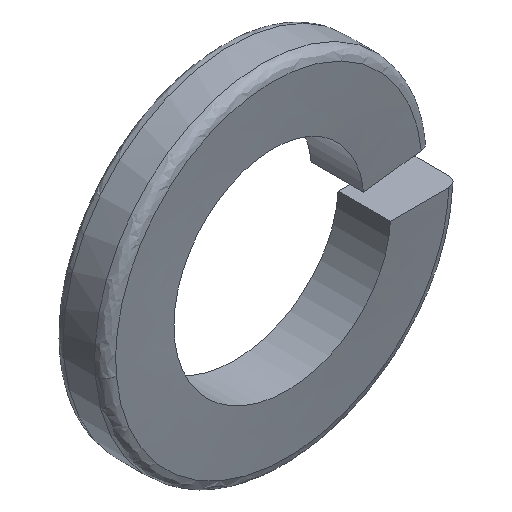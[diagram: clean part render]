
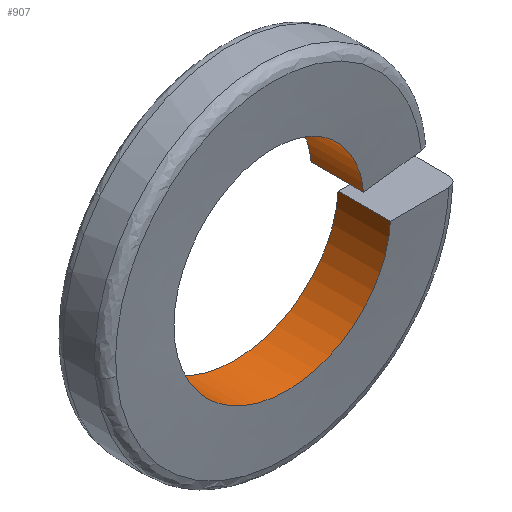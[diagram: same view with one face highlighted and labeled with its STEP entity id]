
A CAD part, isometric view. The second image highlights one B-rep face of the part: STEP entity #907.
In plain terms, the highlighted cylindrical face has radius 1.55 mm (diameter 3.1 mm), a partial arc.
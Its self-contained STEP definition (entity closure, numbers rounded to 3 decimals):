
#143=DIRECTION('',(0.,1.,0.));
#144=VECTOR('',#143,0.8);
#145=CARTESIAN_POINT('',(1.55,0.,0.));
#146=LINE('',#145,#144);
#190=CARTESIAN_POINT('',(1.55,0.8,0.));
#191=CARTESIAN_POINT('',(1.55,0.803,-0.08));
#192=CARTESIAN_POINT('',(1.538,0.81,-0.239));
#193=CARTESIAN_POINT('',(1.483,0.82,-0.472));
#194=CARTESIAN_POINT('',(1.393,0.83,-0.694));
#195=CARTESIAN_POINT('',(1.27,0.84,-0.899));
#196=CARTESIAN_POINT('',(1.117,0.85,-1.083));
#197=CARTESIAN_POINT('',(0.938,0.86,-1.242));
#198=CARTESIAN_POINT('',(0.736,0.87,-1.371));
#199=CARTESIAN_POINT('',(0.517,0.88,-1.468));
#200=CARTESIAN_POINT('',(0.286,0.89,-1.53));
#201=CARTESIAN_POINT('',(0.048,0.9,-1.555));
#202=CARTESIAN_POINT('',(-0.191,0.91,-1.544));
#203=CARTESIAN_POINT('',(-0.426,0.92,-1.497));
#204=CARTESIAN_POINT('',(-0.65,0.93,-1.414));
#205=CARTESIAN_POINT('',(-0.86,0.94,-1.297));
#206=CARTESIAN_POINT('',(-1.048,0.95,-1.15));
#207=CARTESIAN_POINT('',(-1.212,0.96,-0.976));
#208=CARTESIAN_POINT('',(-1.348,0.97,-0.778));
#209=CARTESIAN_POINT('',(-1.451,0.98,-0.562));
#210=CARTESIAN_POINT('',(-1.52,0.99,-0.333));
#211=CARTESIAN_POINT('',(-1.553,1.,-0.096));
#212=CARTESIAN_POINT('',(-1.55,1.01,0.144));
#213=CARTESIAN_POINT('',(-1.509,1.02,0.38));
#214=CARTESIAN_POINT('',(-1.433,1.03,0.607));
#215=CARTESIAN_POINT('',(-1.323,1.04,0.819));
#216=CARTESIAN_POINT('',(-1.182,1.05,1.012));
#217=CARTESIAN_POINT('',(-1.012,1.06,1.182));
#218=CARTESIAN_POINT('',(-0.819,1.07,1.323));
#219=CARTESIAN_POINT('',(-0.607,1.08,1.433));
#220=CARTESIAN_POINT('',(-0.38,1.09,1.509));
#221=CARTESIAN_POINT('',(-0.144,1.1,1.55));
#222=CARTESIAN_POINT('',(0.096,1.11,1.553));
#223=CARTESIAN_POINT('',(0.333,1.12,1.52));
#224=CARTESIAN_POINT('',(0.562,1.13,1.451));
#225=CARTESIAN_POINT('',(0.778,1.14,1.348));
#226=CARTESIAN_POINT('',(0.976,1.15,1.212));
#227=CARTESIAN_POINT('',(1.15,1.16,1.048));
#228=CARTESIAN_POINT('',(1.297,1.17,0.86));
#229=CARTESIAN_POINT('',(1.414,1.18,0.65));
#230=CARTESIAN_POINT('',(1.497,1.19,0.426));
#231=CARTESIAN_POINT('',(1.528,1.197,0.269));
#232=CARTESIAN_POINT('',(1.538,1.2,0.19));
#271=CARTESIAN_POINT('',(1.55,0.,0.));
#272=CARTESIAN_POINT('',(1.55,0.003,-0.08));
#273=CARTESIAN_POINT('',(1.538,0.01,-0.239));
#274=CARTESIAN_POINT('',(1.483,0.02,-0.472));
#275=CARTESIAN_POINT('',(1.393,0.03,-0.694));
#276=CARTESIAN_POINT('',(1.27,0.04,-0.899));
#277=CARTESIAN_POINT('',(1.117,0.05,-1.083));
#278=CARTESIAN_POINT('',(0.938,0.06,-1.242));
#279=CARTESIAN_POINT('',(0.736,0.07,-1.371));
#280=CARTESIAN_POINT('',(0.517,0.08,-1.468));
#281=CARTESIAN_POINT('',(0.286,0.09,-1.53));
#282=CARTESIAN_POINT('',(0.048,0.1,-1.555));
#283=CARTESIAN_POINT('',(-0.191,0.11,-1.544));
#284=CARTESIAN_POINT('',(-0.426,0.12,-1.497));
#285=CARTESIAN_POINT('',(-0.65,0.13,-1.414));
#286=CARTESIAN_POINT('',(-0.86,0.14,-1.297));
#287=CARTESIAN_POINT('',(-1.048,0.15,-1.15));
#288=CARTESIAN_POINT('',(-1.212,0.16,-0.976));
#289=CARTESIAN_POINT('',(-1.348,0.17,-0.778));
#290=CARTESIAN_POINT('',(-1.451,0.18,-0.562));
#291=CARTESIAN_POINT('',(-1.52,0.19,-0.333));
#292=CARTESIAN_POINT('',(-1.553,0.2,-0.096));
#293=CARTESIAN_POINT('',(-1.55,0.21,0.144));
#294=CARTESIAN_POINT('',(-1.509,0.22,0.38));
#295=CARTESIAN_POINT('',(-1.433,0.23,0.607));
#296=CARTESIAN_POINT('',(-1.323,0.24,0.819));
#297=CARTESIAN_POINT('',(-1.182,0.25,1.012));
#298=CARTESIAN_POINT('',(-1.012,0.26,1.182));
#299=CARTESIAN_POINT('',(-0.819,0.27,1.323));
#300=CARTESIAN_POINT('',(-0.607,0.28,1.433));
#301=CARTESIAN_POINT('',(-0.38,0.29,1.509));
#302=CARTESIAN_POINT('',(-0.144,0.3,1.55));
#303=CARTESIAN_POINT('',(0.096,0.31,1.553));
#304=CARTESIAN_POINT('',(0.333,0.32,1.52));
#305=CARTESIAN_POINT('',(0.562,0.33,1.451));
#306=CARTESIAN_POINT('',(0.778,0.34,1.348));
#307=CARTESIAN_POINT('',(0.976,0.35,1.212));
#308=CARTESIAN_POINT('',(1.15,0.36,1.048));
#309=CARTESIAN_POINT('',(1.297,0.37,0.86));
#310=CARTESIAN_POINT('',(1.414,0.38,0.65));
#311=CARTESIAN_POINT('',(1.497,0.39,0.426));
#312=CARTESIAN_POINT('',(1.528,0.397,0.269));
#313=CARTESIAN_POINT('',(1.538,0.4,0.19));
#564=DIRECTION('',(0.,1.,0.));
#565=VECTOR('',#564,0.8);
#566=CARTESIAN_POINT('',(1.538,0.4,0.19));
#567=LINE('',#566,#565);
#591=CARTESIAN_POINT('',(1.55,0.,0.));
#592=CARTESIAN_POINT('',(1.55,0.8,0.));
#593=VERTEX_POINT('',#591);
#594=VERTEX_POINT('',#592);
#595=CARTESIAN_POINT('',(1.538,0.4,0.19));
#596=CARTESIAN_POINT('',(1.538,1.2,0.19));
#597=VERTEX_POINT('',#595);
#598=VERTEX_POINT('',#596);
#894=CARTESIAN_POINT('',(0.,0.,0.));
#895=DIRECTION('',(0.,1.,0.));
#896=DIRECTION('',(1.,0.,0.));
#897=AXIS2_PLACEMENT_3D('',#894,#895,#896);
#898=CYLINDRICAL_SURFACE('',#897,1.55);
#899=ORIENTED_EDGE('',*,*,#624,.F.);
#901=ORIENTED_EDGE('',*,*,#900,.T.);
#903=ORIENTED_EDGE('',*,*,#902,.T.);
#904=ORIENTED_EDGE('',*,*,#885,.F.);
#905=EDGE_LOOP('',(#899,#901,#903,#904));
#906=FACE_OUTER_BOUND('',#905,.F.);
#233=B_SPLINE_CURVE_WITH_KNOTS('',3,(#190,#191,#192,#193,#194,#195,#196,#197,
#198,#199,#200,#201,#202,#203,#204,#205,#206,#207,#208,#209,#210,#211,#212,#213,
#214,#215,#216,#217,#218,#219,#220,#221,#222,#223,#224,#225,#226,#227,#228,#229,
#230,#231,#232),.UNSPECIFIED.,.F.,.F.,(4,1,1,1,1,1,1,1,1,1,1,1,1,1,1,1,1,1,1,1,
1,1,1,1,1,1,1,1,1,1,1,1,1,1,1,1,1,1,1,1,4),(0.,0.025,0.05,0.075,0.1,
0.125,0.15,0.175,0.2,0.225,0.25,0.275,0.3,0.325,0.35,
0.375,0.4,0.425,0.45,0.475,0.5,0.525,0.55,0.575,0.6,0.625,
0.65,0.675,0.7,0.725,0.75,0.775,0.8,0.825,0.85,0.875,0.9,
0.925,0.95,0.975,1.),.UNSPECIFIED.);
#314=B_SPLINE_CURVE_WITH_KNOTS('',3,(#271,#272,#273,#274,#275,#276,#277,#278,
#279,#280,#281,#282,#283,#284,#285,#286,#287,#288,#289,#290,#291,#292,#293,#294,
#295,#296,#297,#298,#299,#300,#301,#302,#303,#304,#305,#306,#307,#308,#309,#310,
#311,#312,#313),.UNSPECIFIED.,.F.,.F.,(4,1,1,1,1,1,1,1,1,1,1,1,1,1,1,1,1,1,1,1,
1,1,1,1,1,1,1,1,1,1,1,1,1,1,1,1,1,1,1,1,4),(0.,0.025,0.05,0.075,0.1,
0.125,0.15,0.175,0.2,0.225,0.25,0.275,0.3,0.325,0.35,
0.375,0.4,0.425,0.45,0.475,0.5,0.525,0.55,0.575,0.6,0.625,
0.65,0.675,0.7,0.725,0.75,0.775,0.8,0.825,0.85,0.875,0.9,
0.925,0.95,0.975,1.),.UNSPECIFIED.);
#624=EDGE_CURVE('',#593,#594,#146,.T.);
#885=EDGE_CURVE('',#594,#598,#233,.T.);
#900=EDGE_CURVE('',#593,#597,#314,.T.);
#902=EDGE_CURVE('',#597,#598,#567,.T.);
#907=ADVANCED_FACE('',(#906),#898,.F.);
